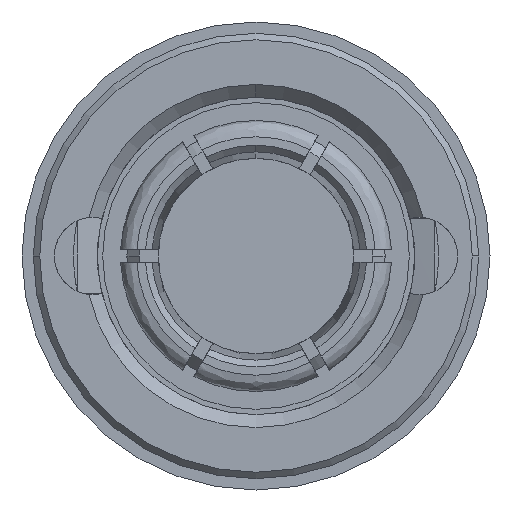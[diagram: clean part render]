
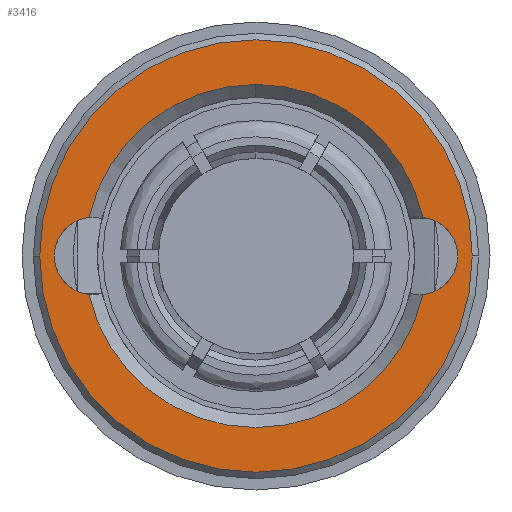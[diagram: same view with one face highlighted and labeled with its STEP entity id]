
A CAD part, left-side view. The second image highlights one B-rep face of the part: STEP entity #3416.
In plain terms, the highlighted planar face has unit normal (-1, 0, 0).
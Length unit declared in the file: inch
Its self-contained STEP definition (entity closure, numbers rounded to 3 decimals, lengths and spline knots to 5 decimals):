
#242 = EDGE_LOOP ( 'NONE', ( #5349, #5432 ) ) ;
#343 = CARTESIAN_POINT ( 'NONE',  ( 0., 0., 0. ) ) ;
#344 = DIRECTION ( 'NONE',  ( 0., 0., 1. ) ) ;
#397 = DIRECTION ( 'NONE',  ( 1., 0., 0. ) ) ;
#528 = DIRECTION ( 'NONE',  ( 0., 1., 0. ) ) ;
#531 = VERTEX_POINT ( 'NONE', #4916 ) ;
#535 = EDGE_CURVE ( 'NONE', #1565, #3981, #1325, .T. ) ;
#576 = DIRECTION ( 'NONE',  ( 0., 0., 1. ) ) ;
#746 = DIRECTION ( 'NONE',  ( 0., 1., 0. ) ) ;
#787 = CIRCLE ( 'NONE', #4619, 0.04724 ) ;
#821 = EDGE_CURVE ( 'NONE', #3333, #5313, #3320, .T. ) ;
#946 = DIRECTION ( 'NONE',  ( 1., 0., 0. ) ) ;
#1050 = DIRECTION ( 'NONE',  ( 0., 0., 1. ) ) ;
#1079 = CIRCLE ( 'NONE', #2345, 0.26378 ) ;
#1104 = EDGE_LOOP ( 'NONE', ( #1464, #5324, #3215, #1923, #2581 ) ) ;
#1325 = CIRCLE ( 'NONE', #2777, 0.20925 ) ;
#1464 = ORIENTED_EDGE ( 'NONE', *, *, #1942, .T. ) ;
#1529 = VERTEX_POINT ( 'NONE', #3906 ) ;
#1565 = VERTEX_POINT ( 'NONE', #3996 ) ;
#1650 = CARTESIAN_POINT ( 'NONE',  ( 0., 0., 0. ) ) ;
#1923 = ORIENTED_EDGE ( 'NONE', *, *, #3961, .T. ) ;
#1925 = CARTESIAN_POINT ( 'NONE',  ( 0., -0.26378, 0. ) ) ;
#1942 = EDGE_CURVE ( 'NONE', #3981, #2699, #787, .T. ) ;
#2035 = CARTESIAN_POINT ( 'NONE',  ( 0., -0.20391, -0.04697 ) ) ;
#2096 = FACE_OUTER_BOUND ( 'NONE', #242, .T. ) ;
#2345 = AXIS2_PLACEMENT_3D ( 'NONE', #3818, #397, #746 ) ;
#2475 = CARTESIAN_POINT ( 'NONE',  ( 0., 0., 0. ) ) ;
#2509 = CIRCLE ( 'NONE', #5460, 0.04724 ) ;
#2581 = ORIENTED_EDGE ( 'NONE', *, *, #535, .T. ) ;
#2609 = AXIS2_PLACEMENT_3D ( 'NONE', #2475, #4188, #344 ) ;
#2654 = CARTESIAN_POINT ( 'NONE',  ( 0., 0.19882, 0. ) ) ;
#2668 = AXIS2_PLACEMENT_3D ( 'NONE', #4410, #946, #576 ) ;
#2699 = VERTEX_POINT ( 'NONE', #2035 ) ;
#2777 = AXIS2_PLACEMENT_3D ( 'NONE', #343, #3636, #5338 ) ;
#2820 = CARTESIAN_POINT ( 'NONE',  ( 0., 0.26378, 0. ) ) ;
#2985 = PLANE ( 'NONE',  #4801 ) ;
#3215 = ORIENTED_EDGE ( 'NONE', *, *, #5223, .T. ) ;
#3320 = CIRCLE ( 'NONE', #4811, 0.26378 ) ;
#3333 = VERTEX_POINT ( 'NONE', #2820 ) ;
#3416 = ADVANCED_FACE ( 'NONE', ( #3789, #2096 ), #2985, .F. ) ;
#3598 = DIRECTION ( 'NONE',  ( 1., 0., 0. ) ) ;
#3636 = DIRECTION ( 'NONE',  ( 1., 0., 0. ) ) ;
#3789 = FACE_BOUND ( 'NONE', #1104, .T. ) ;
#3813 = DIRECTION ( 'NONE',  ( 0., 0., -1. ) ) ;
#3818 = CARTESIAN_POINT ( 'NONE',  ( 0., 0., 0. ) ) ;
#3869 = DIRECTION ( 'NONE',  ( 1., 0., 0. ) ) ;
#3906 = CARTESIAN_POINT ( 'NONE',  ( 0., 0.20391, -0.04697 ) ) ;
#3909 = CARTESIAN_POINT ( 'NONE',  ( 0., -0.20391, 0.04697 ) ) ;
#3911 = DIRECTION ( 'NONE',  ( 1., 0., 0. ) ) ;
#3930 = CARTESIAN_POINT ( 'NONE',  ( 0., -0.19882, 0. ) ) ;
#3961 = EDGE_CURVE ( 'NONE', #531, #1565, #4542, .T. ) ;
#3981 = VERTEX_POINT ( 'NONE', #3909 ) ;
#3996 = CARTESIAN_POINT ( 'NONE',  ( 0., 0., 0.20925 ) ) ;
#4188 = DIRECTION ( 'NONE',  ( 1., 0., 0. ) ) ;
#4371 = CARTESIAN_POINT ( 'NONE',  ( 0., 0., 0. ) ) ;
#4410 = CARTESIAN_POINT ( 'NONE',  ( 0., 0., 0. ) ) ;
#4437 = DIRECTION ( 'NONE',  ( 0., 0., 1. ) ) ;
#4542 = CIRCLE ( 'NONE', #2668, 0.20925 ) ;
#4619 = AXIS2_PLACEMENT_3D ( 'NONE', #3930, #4886, #1050 ) ;
#4675 = EDGE_CURVE ( 'NONE', #5313, #3333, #1079, .T. ) ;
#4762 = EDGE_CURVE ( 'NONE', #2699, #1529, #4925, .T. ) ;
#4801 = AXIS2_PLACEMENT_3D ( 'NONE', #1650, #3869, #3813 ) ;
#4811 = AXIS2_PLACEMENT_3D ( 'NONE', #4371, #3598, #528 ) ;
#4886 = DIRECTION ( 'NONE',  ( 1., 0., 0. ) ) ;
#4916 = CARTESIAN_POINT ( 'NONE',  ( 0., 0.20391, 0.04697 ) ) ;
#4925 = CIRCLE ( 'NONE', #2609, 0.20925 ) ;
#5223 = EDGE_CURVE ( 'NONE', #1529, #531, #2509, .T. ) ;
#5313 = VERTEX_POINT ( 'NONE', #1925 ) ;
#5324 = ORIENTED_EDGE ( 'NONE', *, *, #4762, .T. ) ;
#5338 = DIRECTION ( 'NONE',  ( 0., 0., 1. ) ) ;
#5349 = ORIENTED_EDGE ( 'NONE', *, *, #4675, .F. ) ;
#5432 = ORIENTED_EDGE ( 'NONE', *, *, #821, .F. ) ;
#5460 = AXIS2_PLACEMENT_3D ( 'NONE', #2654, #3911, #4437 ) ;
